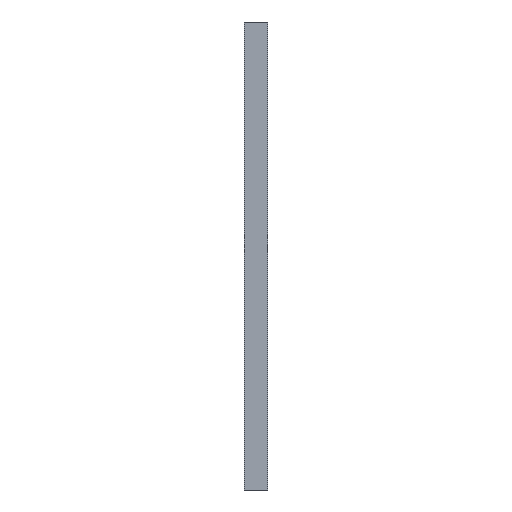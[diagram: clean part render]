
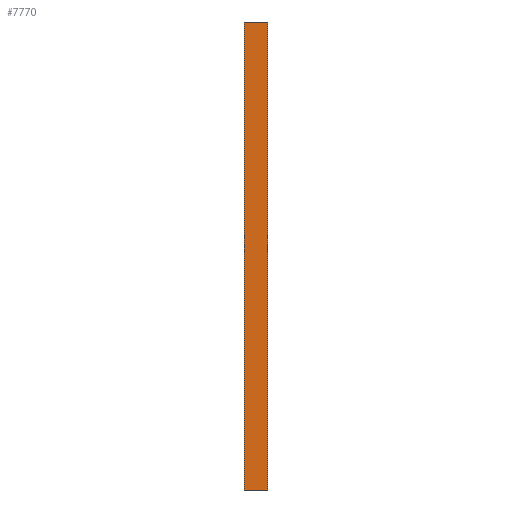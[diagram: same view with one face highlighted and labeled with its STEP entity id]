
A CAD part, left-side view. The second image highlights one B-rep face of the part: STEP entity #7770.
In plain terms, the highlighted planar face has unit normal (-1, 0, 0).
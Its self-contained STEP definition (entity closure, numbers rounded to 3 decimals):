
#26 = AXIS2_PLACEMENT_3D ( 'NONE', #7968, #10147, #3393 ) ;
#96 = FACE_OUTER_BOUND ( 'NONE', #695, .T. ) ;
#345 = LINE ( 'NONE', #8332, #3345 ) ;
#695 = EDGE_LOOP ( 'NONE', ( #12253, #13263, #12014, #4740 ) ) ;
#2109 = EDGE_CURVE ( 'NONE', #6828, #3331, #10063, .T. ) ;
#2268 = PLANE ( 'NONE',  #26 ) ;
#2748 = VECTOR ( 'NONE', #12374, 1000. ) ;
#3231 = EDGE_CURVE ( 'NONE', #6828, #3939, #10768, .T. ) ;
#3331 = VERTEX_POINT ( 'NONE', #6038 ) ;
#3345 = VECTOR ( 'NONE', #9521, 1000. ) ;
#3393 = DIRECTION ( 'NONE',  ( 0., 0., -1. ) ) ;
#3939 = VERTEX_POINT ( 'NONE', #12632 ) ;
#3976 = EDGE_CURVE ( 'NONE', #3939, #7403, #345, .T. ) ;
#4282 = CARTESIAN_POINT ( 'NONE',  ( -100., 10., -100. ) ) ;
#4740 = ORIENTED_EDGE ( 'NONE', *, *, #3231, .T. ) ;
#4850 = CARTESIAN_POINT ( 'NONE',  ( -100., 0., 100. ) ) ;
#5985 = CARTESIAN_POINT ( 'NONE',  ( -100., 10., -100. ) ) ;
#6001 = CARTESIAN_POINT ( 'NONE',  ( -100., 10., -100. ) ) ;
#6038 = CARTESIAN_POINT ( 'NONE',  ( -100., 10., 100. ) ) ;
#6828 = VERTEX_POINT ( 'NONE', #4282 ) ;
#7403 = VERTEX_POINT ( 'NONE', #4850 ) ;
#7770 = ADVANCED_FACE ( 'NONE', ( #96 ), #2268, .F. ) ;
#7968 = CARTESIAN_POINT ( 'NONE',  ( -100., 10., -100. ) ) ;
#8332 = CARTESIAN_POINT ( 'NONE',  ( -100., 0., -100. ) ) ;
#9250 = LINE ( 'NONE', #11470, #2748 ) ;
#9371 = EDGE_CURVE ( 'NONE', #3331, #7403, #9250, .T. ) ;
#9521 = DIRECTION ( 'NONE',  ( 0., 0., 1. ) ) ;
#10063 = LINE ( 'NONE', #6001, #10765 ) ;
#10147 = DIRECTION ( 'NONE',  ( 1., 0., 0. ) ) ;
#10765 = VECTOR ( 'NONE', #11607, 1000. ) ;
#10768 = LINE ( 'NONE', #5985, #11289 ) ;
#11289 = VECTOR ( 'NONE', #12844, 1000. ) ;
#11470 = CARTESIAN_POINT ( 'NONE',  ( -100., 10., 100. ) ) ;
#11607 = DIRECTION ( 'NONE',  ( 0., 0., 1. ) ) ;
#12014 = ORIENTED_EDGE ( 'NONE', *, *, #2109, .F. ) ;
#12253 = ORIENTED_EDGE ( 'NONE', *, *, #3976, .T. ) ;
#12374 = DIRECTION ( 'NONE',  ( 0., -1., 0. ) ) ;
#12632 = CARTESIAN_POINT ( 'NONE',  ( -100., 0., -100. ) ) ;
#12844 = DIRECTION ( 'NONE',  ( 0., -1., 0. ) ) ;
#13263 = ORIENTED_EDGE ( 'NONE', *, *, #9371, .F. ) ;
